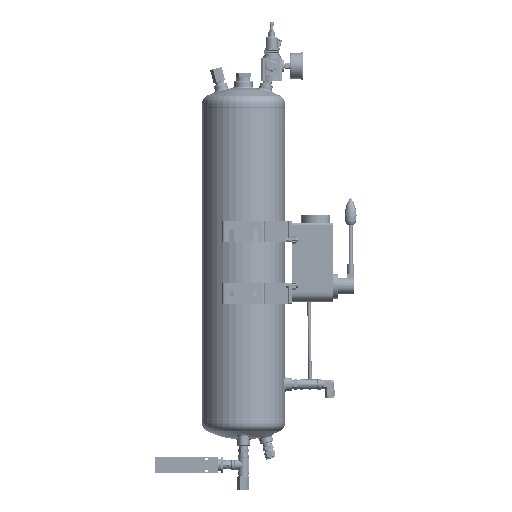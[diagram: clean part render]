
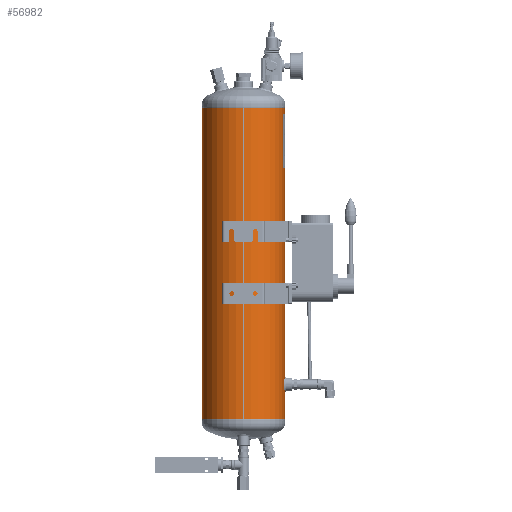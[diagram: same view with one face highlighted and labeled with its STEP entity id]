
A CAD part, left-side view. The second image highlights one B-rep face of the part: STEP entity #56982.
In plain terms, the highlighted cylindrical face has radius 100 mm (diameter 200 mm), a partial arc.
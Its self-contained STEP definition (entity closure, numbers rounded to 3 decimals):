
#3779=B_SPLINE_CURVE_WITH_KNOTS('',3,(#89799,#89800,#89801,#89802,#89803,
#89804,#89805,#89806,#89807,#89808,#89809),.UNSPECIFIED.,.T.,.F.,(1,1,1,
1,1,1,1,1,1,1,1,1,1,1,1),(-0.012,-0.008,-0.004,
0.,0.004,0.008,0.012,0.016,
0.02,0.023,0.027,0.031,
0.035,0.039,0.043),.UNSPECIFIED.);
#3780=B_SPLINE_CURVE_WITH_KNOTS('',3,(#89811,#89812,#89813,#89814,#89815,
#89816,#89817,#89818,#89819,#89820,#89821),.UNSPECIFIED.,.T.,.F.,(1,1,1,
1,1,1,1,1,1,1,1,1,1,1,1),(-0.012,-0.008,-0.004,
0.,0.004,0.008,0.012,0.016,
0.02,0.023,0.027,0.031,
0.035,0.039,0.043),.UNSPECIFIED.);
#3781=B_SPLINE_CURVE_WITH_KNOTS('',3,(#89823,#89824,#89825,#89826,#89827,
#89828,#89829,#89830,#89831,#89832,#89833,#89834,#89835,#89836,#89837,#89838,
#89839,#89840,#89841),.UNSPECIFIED.,.T.,.F.,(1,1,1,1,1,1,1,1,1,1,1,1,1,
1,1,1,1,1,1,1,1,1,1),(-0.018,-0.012,-0.006,
0.,0.006,0.012,0.018,
0.023,0.029,0.035,0.041,
0.047,0.053,0.059,0.065,
0.07,0.076,0.082,0.088,
0.094,0.1,0.106,0.112),
 .UNSPECIFIED.);
#6134=LINE('',#89843,#9884);
#6135=LINE('',#89848,#9885);
#9884=VECTOR('',#74284,1000.);
#9885=VECTOR('',#74287,1000.);
#13639=ORIENTED_EDGE('',*,*,#30601,.T.);
#13640=ORIENTED_EDGE('',*,*,#30602,.T.);
#13641=ORIENTED_EDGE('',*,*,#30603,.T.);
#13642=ORIENTED_EDGE('',*,*,#30604,.T.);
#13643=ORIENTED_EDGE('',*,*,#30605,.T.);
#13644=ORIENTED_EDGE('',*,*,#30606,.F.);
#13645=ORIENTED_EDGE('',*,*,#30607,.F.);
#30601=EDGE_CURVE('',#39082,#39082,#3779,.T.);
#30602=EDGE_CURVE('',#39083,#39083,#3780,.T.);
#30603=EDGE_CURVE('',#39084,#39084,#3781,.T.);
#30604=EDGE_CURVE('',#39085,#39086,#6134,.T.);
#30605=EDGE_CURVE('',#39086,#39087,#44998,.T.);
#30606=EDGE_CURVE('',#39088,#39087,#6135,.T.);
#30607=EDGE_CURVE('',#39085,#39088,#44999,.T.);
#39082=VERTEX_POINT('',#89810);
#39083=VERTEX_POINT('',#89822);
#39084=VERTEX_POINT('',#89842);
#39085=VERTEX_POINT('',#89844);
#39086=VERTEX_POINT('',#89845);
#39087=VERTEX_POINT('',#89847);
#39088=VERTEX_POINT('',#89849);
#44998=CIRCLE('',#68416,100.);
#44999=CIRCLE('',#68417,100.);
#47007=EDGE_LOOP('',(#13639));
#47008=EDGE_LOOP('',(#13640));
#47009=EDGE_LOOP('',(#13641));
#47010=EDGE_LOOP('',(#13642,#13643,#13644,#13645));
#51560=FACE_BOUND('',#47007,.T.);
#51561=FACE_BOUND('',#47008,.T.);
#51562=FACE_BOUND('',#47009,.T.);
#51563=FACE_BOUND('',#47010,.T.);
#56113=CYLINDRICAL_SURFACE('',#68415,100.);
#56982=ADVANCED_FACE('',(#51560,#51561,#51562,#51563),#56113,.T.);
#68415=AXIS2_PLACEMENT_3D('',#89798,#74282,#74283);
#68416=AXIS2_PLACEMENT_3D('',#89846,#74285,#74286);
#68417=AXIS2_PLACEMENT_3D('',#89850,#74288,#74289);
#74282=DIRECTION('',(0.,-1.,0.));
#74283=DIRECTION('',(0.,0.,-1.));
#74284=DIRECTION('',(0.,-1.,0.));
#74285=DIRECTION('',(0.,1.,0.));
#74286=DIRECTION('',(1.,0.,0.));
#74287=DIRECTION('',(0.,-1.,0.));
#74288=DIRECTION('',(0.,1.,0.));
#74289=DIRECTION('',(1.,0.,0.));
#89798=CARTESIAN_POINT('',(0.,750.,0.));
#89799=CARTESIAN_POINT('',(-3.915,48.922,-99.938));
#89800=CARTESIAN_POINT('',(-5.542,44.999,-99.844));
#89801=CARTESIAN_POINT('',(-3.916,41.082,-99.938));
#89802=CARTESIAN_POINT('',(-0.004,39.46,-100.031));
#89803=CARTESIAN_POINT('',(3.917,41.079,-99.938));
#89804=CARTESIAN_POINT('',(5.54,44.999,-99.844));
#89805=CARTESIAN_POINT('',(3.922,48.913,-99.937));
#89806=CARTESIAN_POINT('',(0.006,50.541,-100.031));
#89807=CARTESIAN_POINT('',(-3.915,48.922,-99.938));
#89808=CARTESIAN_POINT('',(-5.542,44.999,-99.844));
#89809=CARTESIAN_POINT('',(-3.916,41.082,-99.938));
#89810=CARTESIAN_POINT('',(-5.,45.,-99.875));
#89811=CARTESIAN_POINT('',(-3.915,158.922,-99.938));
#89812=CARTESIAN_POINT('',(-5.542,154.999,-99.844));
#89813=CARTESIAN_POINT('',(-3.916,151.082,-99.938));
#89814=CARTESIAN_POINT('',(-0.004,149.46,-100.031));
#89815=CARTESIAN_POINT('',(3.917,151.079,-99.938));
#89816=CARTESIAN_POINT('',(5.54,154.999,-99.844));
#89817=CARTESIAN_POINT('',(3.922,158.913,-99.937));
#89818=CARTESIAN_POINT('',(0.006,160.541,-100.031));
#89819=CARTESIAN_POINT('',(-3.915,158.922,-99.938));
#89820=CARTESIAN_POINT('',(-5.542,154.999,-99.844));
#89821=CARTESIAN_POINT('',(-3.916,151.082,-99.938));
#89822=CARTESIAN_POINT('',(-5.,155.,-99.875));
#89823=CARTESIAN_POINT('',(-98.994,672.42,14.208));
#89824=CARTESIAN_POINT('',(-98.806,666.495,15.395));
#89825=CARTESIAN_POINT('',(-98.993,660.6,14.214));
#89826=CARTESIAN_POINT('',(-99.436,655.617,10.88));
#89827=CARTESIAN_POINT('',(-99.878,652.286,5.9));
#89828=CARTESIAN_POINT('',(-100.061,651.109,0.009));
#89829=CARTESIAN_POINT('',(-99.879,652.279,-5.887));
#89830=CARTESIAN_POINT('',(-99.437,655.615,-10.879));
#89831=CARTESIAN_POINT('',(-98.992,660.601,-14.215));
#89832=CARTESIAN_POINT('',(-98.807,666.494,-15.391));
#89833=CARTESIAN_POINT('',(-98.992,672.387,-14.219));
#89834=CARTESIAN_POINT('',(-99.435,677.371,-10.892));
#89835=CARTESIAN_POINT('',(-99.877,680.709,-5.914));
#89836=CARTESIAN_POINT('',(-100.061,681.893,-0.013));
#89837=CARTESIAN_POINT('',(-99.878,680.72,5.889));
#89838=CARTESIAN_POINT('',(-99.437,677.387,10.874));
#89839=CARTESIAN_POINT('',(-98.994,672.42,14.208));
#89840=CARTESIAN_POINT('',(-98.806,666.495,15.395));
#89841=CARTESIAN_POINT('',(-98.993,660.6,14.214));
#89842=CARTESIAN_POINT('',(-98.869,666.5,15.));
#89843=CARTESIAN_POINT('',(0.254,801.561,100.));
#89844=CARTESIAN_POINT('',(0.254,750.,100.));
#89845=CARTESIAN_POINT('',(0.254,0.,100.));
#89846=CARTESIAN_POINT('',(0.,0.,0.));
#89847=CARTESIAN_POINT('',(-0.254,0.,100.));
#89848=CARTESIAN_POINT('',(-0.254,801.561,100.));
#89849=CARTESIAN_POINT('',(-0.254,750.,100.));
#89850=CARTESIAN_POINT('',(0.,750.,0.));
